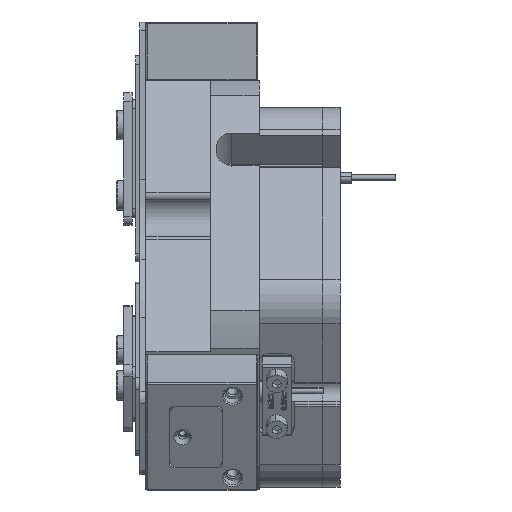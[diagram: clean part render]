
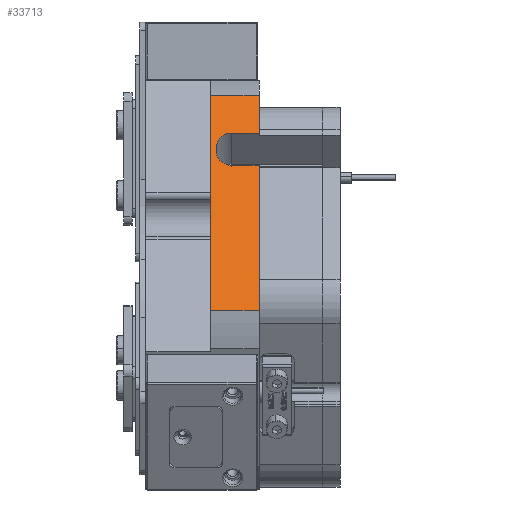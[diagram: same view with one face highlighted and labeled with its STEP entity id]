
A CAD part, left-side view. The second image highlights one B-rep face of the part: STEP entity #33713.
In plain terms, the highlighted planar face has unit normal (-0.866, 0, 0.5).
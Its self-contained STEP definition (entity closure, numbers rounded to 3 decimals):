
#509 = ORIENTED_EDGE ( 'NONE', *, *, #25744, .T. ) ;
#1539 = EDGE_CURVE ( 'NONE', #9873, #52484, #19103, .T. ) ;
#2381 = VERTEX_POINT ( 'NONE', #55447 ) ;
#3710 = DIRECTION ( 'NONE',  ( -0.5, 0., -0.866 ) ) ;
#3729 = EDGE_CURVE ( 'NONE', #24387, #57960, #45337, .T. ) ;
#3796 = VERTEX_POINT ( 'NONE', #63985 ) ;
#3979 = LINE ( 'NONE', #20629, #28975 ) ;
#4459 = VECTOR ( 'NONE', #48944, 1000. ) ;
#5780 = CARTESIAN_POINT ( 'NONE',  ( -77.394, 60., -4.05 ) ) ;
#5802 = PLANE ( 'NONE',  #26819 ) ;
#6682 = ORIENTED_EDGE ( 'NONE', *, *, #62511, .T. ) ;
#6895 = VECTOR ( 'NONE', #31045, 1000. ) ;
#7806 = CARTESIAN_POINT ( 'NONE',  ( -56.292, 38., 32.5 ) ) ;
#9873 = VERTEX_POINT ( 'NONE', #27444 ) ;
#9998 = CARTESIAN_POINT ( 'NONE',  ( -42.577, 31., 56.254 ) ) ;
#10840 = DIRECTION ( 'NONE',  ( -0.866, 0., 0.5 ) ) ;
#12240 = CARTESIAN_POINT ( 'NONE',  ( 0., 21.5, 130. ) ) ;
#12815 = DIRECTION ( 'NONE',  ( 0.5, 0., 0.866 ) ) ;
#14295 = DIRECTION ( 'NONE',  ( 0., -1., 0. ) ) ;
#14972 = EDGE_CURVE ( 'NONE', #9873, #16510, #53966, .T. ) ;
#15736 = ORIENTED_EDGE ( 'NONE', *, *, #24630, .F. ) ;
#15759 = ORIENTED_EDGE ( 'NONE', *, *, #26326, .F. ) ;
#16510 = VERTEX_POINT ( 'NONE', #37956 ) ;
#17067 = EDGE_CURVE ( 'NONE', #2381, #3796, #48540, .T. ) ;
#19103 = LINE ( 'NONE', #27239, #22220 ) ;
#19327 = CARTESIAN_POINT ( 'NONE',  ( -48.886, -388.642, 45.327 ) ) ;
#19628 = VECTOR ( 'NONE', #14295, 1000. ) ;
#19823 = CARTESIAN_POINT ( 'NONE',  ( -45.206, 36., 51.701 ) ) ;
#19832 =( BOUNDED_CURVE ( )  B_SPLINE_CURVE ( 3, ( #40101, #19888, #49475, #24675 ),
 .UNSPECIFIED., .F., .F. ) 
 B_SPLINE_CURVE_WITH_KNOTS ( ( 4, 4 ),
 ( 3.142, 4.712 ),
 .UNSPECIFIED. ) 
 CURVE ( )  GEOMETRIC_REPRESENTATION_ITEM ( )  RATIONAL_B_SPLINE_CURVE ( ( 1., 0.805, 0.805, 1. ) ) 
 REPRESENTATION_ITEM ( '' )  );
#19888 = CARTESIAN_POINT ( 'NONE',  ( -48.886, 33.929, 45.327 ) ) ;
#20629 = CARTESIAN_POINT ( 'NONE',  ( 0., 21.5, 130. ) ) ;
#21036 = EDGE_CURVE ( 'NONE', #57960, #40277, #3979, .T. ) ;
#21444 = VERTEX_POINT ( 'NONE', #29507 ) ;
#22220 = VECTOR ( 'NONE', #53123, 1000. ) ;
#22376 = LINE ( 'NONE', #12240, #53559 ) ;
#23411 = VECTOR ( 'NONE', #38052, 1000. ) ;
#24387 = VERTEX_POINT ( 'NONE', #31109 ) ;
#24630 = EDGE_CURVE ( 'NONE', #42014, #16510, #30240, .T. ) ;
#24675 = CARTESIAN_POINT ( 'NONE',  ( -46.257, 36., 49.88 ) ) ;
#25744 = EDGE_CURVE ( 'NONE', #2381, #40277, #53735, .T. ) ;
#26326 = EDGE_CURVE ( 'NONE', #21444, #42014, #22376, .T. ) ;
#26819 = AXIS2_PLACEMENT_3D ( 'NONE', #40674, #10840, #45680 ) ;
#27239 = CARTESIAN_POINT ( 'NONE',  ( 0., 36., 130. ) ) ;
#27444 = CARTESIAN_POINT ( 'NONE',  ( -45.206, 36., 51.701 ) ) ;
#28975 = VECTOR ( 'NONE', #35210, 1000. ) ;
#29491 = ORIENTED_EDGE ( 'NONE', *, *, #3729, .F. ) ;
#29507 = CARTESIAN_POINT ( 'NONE',  ( -35.189, 21.5, 69.05 ) ) ;
#30240 = LINE ( 'NONE', #33447, #4459 ) ;
#30251 = FACE_OUTER_BOUND ( 'NONE', #45994, .T. ) ;
#31045 = DIRECTION ( 'NONE',  ( 0., -1., 0. ) ) ;
#31109 = CARTESIAN_POINT ( 'NONE',  ( -48.886, 31., 45.327 ) ) ;
#32162 = VECTOR ( 'NONE', #12815, 1000. ) ;
#33447 = CARTESIAN_POINT ( 'NONE',  ( -42.577, -388.642, 56.254 ) ) ;
#33713 = ADVANCED_FACE ( 'NONE', ( #30251 ), #5802, .T. ) ;
#35210 = DIRECTION ( 'NONE',  ( -0.5, 0., -0.866 ) ) ;
#35373 = ORIENTED_EDGE ( 'NONE', *, *, #21036, .F. ) ;
#35581 = CARTESIAN_POINT ( 'NONE',  ( -42.577, 21.5, 56.254 ) ) ;
#36218 = EDGE_CURVE ( 'NONE', #21444, #3796, #51479, .T. ) ;
#37956 = CARTESIAN_POINT ( 'NONE',  ( -42.577, 31., 56.254 ) ) ;
#38052 = DIRECTION ( 'NONE',  ( 0., 1., 0. ) ) ;
#39828 = CARTESIAN_POINT ( 'NONE',  ( -42.577, 33.929, 56.254 ) ) ;
#40101 = CARTESIAN_POINT ( 'NONE',  ( -48.886, 31., 45.327 ) ) ;
#40277 = VERTEX_POINT ( 'NONE', #48623 ) ;
#40674 = CARTESIAN_POINT ( 'NONE',  ( 0., -388.642, 130. ) ) ;
#42014 = VERTEX_POINT ( 'NONE', #35581 ) ;
#43658 = CARTESIAN_POINT ( 'NONE',  ( -46.257, 36., 49.88 ) ) ;
#44822 = ORIENTED_EDGE ( 'NONE', *, *, #14972, .T. ) ;
#45337 = LINE ( 'NONE', #19327, #19628 ) ;
#45680 = DIRECTION ( 'NONE',  ( 0.5, 0., 0.866 ) ) ;
#45760 = ORIENTED_EDGE ( 'NONE', *, *, #36218, .T. ) ;
#45994 = EDGE_LOOP ( 'NONE', ( #15736, #15759, #45760, #57054, #509, #35373, #29491, #6682, #48101, #44822 ) ) ;
#48101 = ORIENTED_EDGE ( 'NONE', *, *, #1539, .F. ) ;
#48540 = LINE ( 'NONE', #7806, #32162 ) ;
#48623 = CARTESIAN_POINT ( 'NONE',  ( -77.394, 21.5, -4.05 ) ) ;
#48944 = DIRECTION ( 'NONE',  ( 0., 1., 0. ) ) ;
#49475 = CARTESIAN_POINT ( 'NONE',  ( -47.797, 36., 47.213 ) ) ;
#50351 = CARTESIAN_POINT ( 'NONE',  ( -48.886, 21.5, 45.327 ) ) ;
#51479 = LINE ( 'NONE', #63559, #23411 ) ;
#52484 = VERTEX_POINT ( 'NONE', #43658 ) ;
#53123 = DIRECTION ( 'NONE',  ( -0.5, 0., -0.866 ) ) ;
#53559 = VECTOR ( 'NONE', #3710, 1000. ) ;
#53735 = LINE ( 'NONE', #5780, #6895 ) ;
#53966 =( BOUNDED_CURVE ( )  B_SPLINE_CURVE ( 3, ( #19823, #59705, #39828, #9998 ),
 .UNSPECIFIED., .F., .T. ) 
 B_SPLINE_CURVE_WITH_KNOTS ( ( 4, 4 ),
 ( 1.571, 3.142 ),
 .UNSPECIFIED. ) 
 CURVE ( )  GEOMETRIC_REPRESENTATION_ITEM ( )  RATIONAL_B_SPLINE_CURVE ( ( 1., 0.805, 0.805, 1. ) ) 
 REPRESENTATION_ITEM ( '' )  );
#55447 = CARTESIAN_POINT ( 'NONE',  ( -77.394, 38., -4.05 ) ) ;
#57054 = ORIENTED_EDGE ( 'NONE', *, *, #17067, .F. ) ;
#57960 = VERTEX_POINT ( 'NONE', #50351 ) ;
#59705 = CARTESIAN_POINT ( 'NONE',  ( -43.666, 36., 54.368 ) ) ;
#62511 = EDGE_CURVE ( 'NONE', #24387, #52484, #19832, .T. ) ;
#63559 = CARTESIAN_POINT ( 'NONE',  ( -35.189, 60., 69.05 ) ) ;
#63985 = CARTESIAN_POINT ( 'NONE',  ( -35.189, 38., 69.05 ) ) ;
